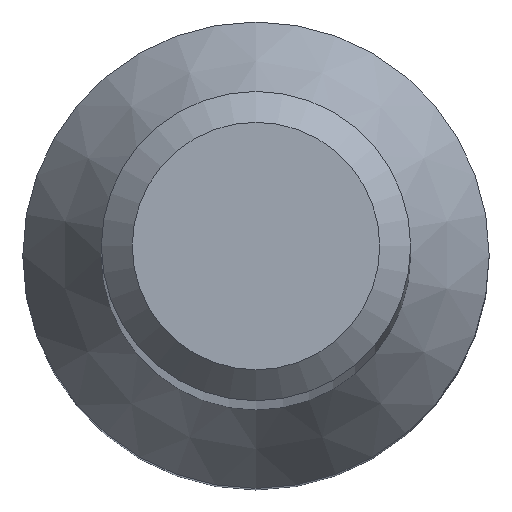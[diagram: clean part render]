
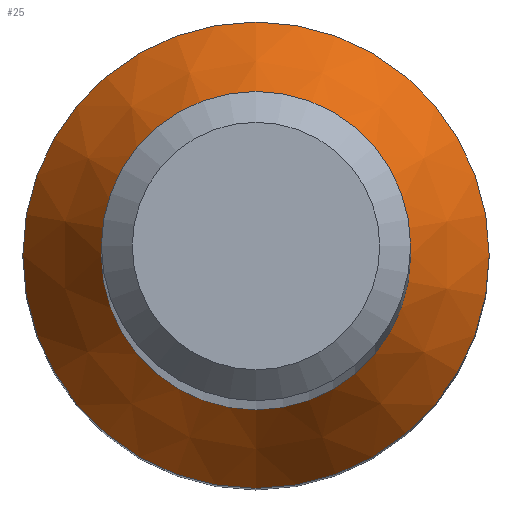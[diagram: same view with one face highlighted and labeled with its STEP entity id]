
A CAD part, top view. The second image highlights one B-rep face of the part: STEP entity #25.
In plain terms, the highlighted conical face has half-angle 30 degrees and reference radius 3.015 mm.
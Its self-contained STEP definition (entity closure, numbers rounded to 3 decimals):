
#8 = AXIS2_PLACEMENT_3D ( 'NONE', #104, #215, #166 ) ;
#9 = CARTESIAN_POINT ( 'NONE',  ( 0., 2., 13.992 ) ) ;
#10 = AXIS2_PLACEMENT_3D ( 'NONE', #221, #225, #95 ) ;
#25 = ADVANCED_FACE ( 'NONE', ( #189, #154 ), #237, .T. ) ;
#29 = CIRCLE ( 'NONE', #96, 3.015 ) ;
#36 = CARTESIAN_POINT ( 'NONE',  ( 0., 0., 12.234 ) ) ;
#37 = ORIENTED_EDGE ( 'NONE', *, *, #109, .F. ) ;
#51 = DIRECTION ( 'NONE',  ( 0., 1., 0. ) ) ;
#66 = VERTEX_POINT ( 'NONE', #9 ) ;
#80 = CARTESIAN_POINT ( 'NONE',  ( 0., 3.015, 12.234 ) ) ;
#95 = DIRECTION ( 'NONE',  ( 0., 1., 0. ) ) ;
#96 = AXIS2_PLACEMENT_3D ( 'NONE', #36, #107, #51 ) ;
#104 = CARTESIAN_POINT ( 'NONE',  ( 0., 0., 13.992 ) ) ;
#107 = DIRECTION ( 'NONE',  ( 0., 0., -1. ) ) ;
#109 = EDGE_CURVE ( 'NONE', #162, #162, #29, .T. ) ;
#117 = EDGE_LOOP ( 'NONE', ( #156 ) ) ;
#118 = CIRCLE ( 'NONE', #8, 2. ) ;
#149 = EDGE_CURVE ( 'NONE', #66, #66, #118, .T. ) ;
#154 = FACE_OUTER_BOUND ( 'NONE', #207, .T. ) ;
#156 = ORIENTED_EDGE ( 'NONE', *, *, #149, .T. ) ;
#162 = VERTEX_POINT ( 'NONE', #80 ) ;
#166 = DIRECTION ( 'NONE',  ( 0., 1., 0. ) ) ;
#189 = FACE_BOUND ( 'NONE', #117, .T. ) ;
#207 = EDGE_LOOP ( 'NONE', ( #37 ) ) ;
#215 = DIRECTION ( 'NONE',  ( 0., 0., -1. ) ) ;
#221 = CARTESIAN_POINT ( 'NONE',  ( 0., 0., 12.234 ) ) ;
#225 = DIRECTION ( 'NONE',  ( 0., 0., -1. ) ) ;
#237 = CONICAL_SURFACE ( 'NONE', #10, 3.015, 0.524 ) ;
